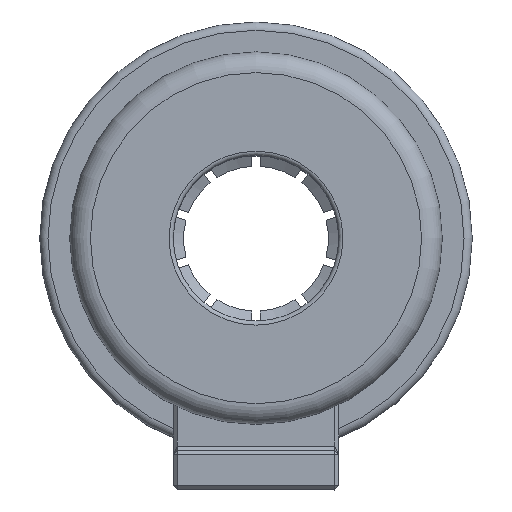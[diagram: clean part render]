
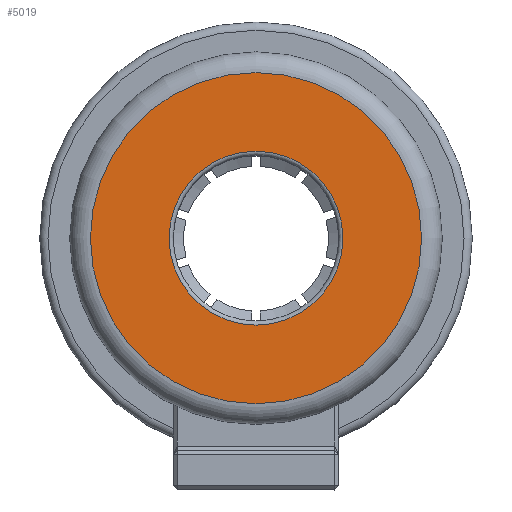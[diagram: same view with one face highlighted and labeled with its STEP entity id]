
A CAD part, top view. The second image highlights one B-rep face of the part: STEP entity #5019.
In plain terms, the highlighted planar face has unit normal (0, 0, 1).
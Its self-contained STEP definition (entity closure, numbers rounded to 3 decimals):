
#1015=FACE_BOUND('',#1489,.T.);
#1032=PLANE('',#5425);
#1181=FACE_OUTER_BOUND('',#1488,.T.);
#1488=EDGE_LOOP('',(#3459));
#1489=EDGE_LOOP('',(#3460));
#1817=CIRCLE('',#5423,2.1);
#1819=CIRCLE('',#5426,4.);
#2132=VERTEX_POINT('',#7727);
#2133=VERTEX_POINT('',#7731);
#2643=EDGE_CURVE('',#2132,#2132,#1817,.T.);
#2645=EDGE_CURVE('',#2133,#2133,#1819,.T.);
#3459=ORIENTED_EDGE('',*,*,#2645,.F.);
#3460=ORIENTED_EDGE('',*,*,#2643,.F.);
#5019=ADVANCED_FACE('',(#1181,#1015),#1032,.T.);
#5423=AXIS2_PLACEMENT_3D('',#7728,#6110,#6111);
#5425=AXIS2_PLACEMENT_3D('',#7730,#6114,#6115);
#5426=AXIS2_PLACEMENT_3D('',#7732,#6116,#6117);
#6110=DIRECTION('center_axis',(0.,0.,
1.));
#6111=DIRECTION('ref_axis',(-1.,0.,0.));
#6114=DIRECTION('center_axis',(0.,0.,
1.));
#6115=DIRECTION('ref_axis',(1.,0.,0.));
#6116=DIRECTION('center_axis',(0.,0.,
-1.));
#6117=DIRECTION('ref_axis',(1.,0.,0.));
#7727=CARTESIAN_POINT('',(2.1,0.,10.4));
#7728=CARTESIAN_POINT('Origin',(0.,0.,
10.4));
#7730=CARTESIAN_POINT('Origin',(0.,0.,
10.4));
#7731=CARTESIAN_POINT('',(4.,0.,10.4));
#7732=CARTESIAN_POINT('Origin',(0.,0.,
10.4));
